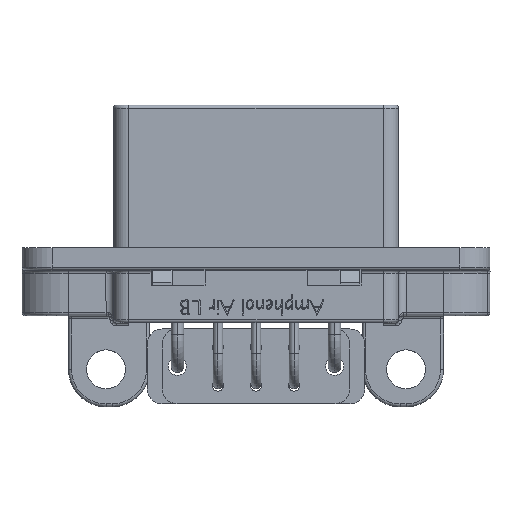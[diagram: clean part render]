
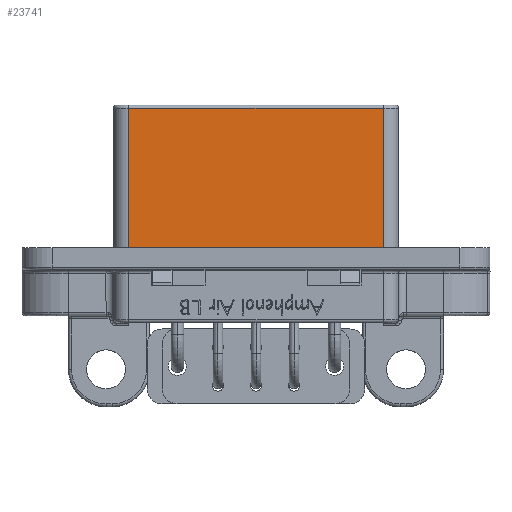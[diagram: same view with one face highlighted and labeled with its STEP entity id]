
A CAD part, top view. The second image highlights one B-rep face of the part: STEP entity #23741.
In plain terms, the highlighted planar face has unit normal (0, 0, 1).
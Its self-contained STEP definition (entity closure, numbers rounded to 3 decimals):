
#7273=DIRECTION('',(0.,-1.,0.));
#7274=VECTOR('',#7273,9.9);
#7275=CARTESIAN_POINT('',(-8.5,7.74,5.));
#7276=LINE('',#7275,#7274);
#7322=DIRECTION('',(0.,1.,0.));
#7323=VECTOR('',#7322,9.9);
#7324=CARTESIAN_POINT('',(8.5,-2.16,5.));
#7325=LINE('',#7324,#7323);
#7335=DIRECTION('',(1.,0.,0.));
#7336=VECTOR('',#7335,17.);
#7337=CARTESIAN_POINT('',(-8.5,-2.16,5.));
#7338=LINE('',#7337,#7336);
#7339=DIRECTION('',(1.,0.,0.));
#7340=VECTOR('',#7339,17.);
#7341=CARTESIAN_POINT('',(-8.5,7.74,5.));
#7342=LINE('',#7341,#7340);
#13831=CARTESIAN_POINT('',(8.5,7.74,5.));
#13832=VERTEX_POINT('',#13831);
#13835=CARTESIAN_POINT('',(-8.5,7.74,5.));
#13836=VERTEX_POINT('',#13835);
#14350=CARTESIAN_POINT('',(-8.5,-2.16,5.));
#14351=VERTEX_POINT('',#14350);
#14354=CARTESIAN_POINT('',(8.5,-2.16,5.));
#14355=VERTEX_POINT('',#14354);
#23730=CARTESIAN_POINT('',(-9.5,0.,5.));
#23731=DIRECTION('',(0.,0.,1.));
#23732=DIRECTION('',(1.,0.,0.));
#23733=AXIS2_PLACEMENT_3D('',#23730,#23731,#23732);
#23734=PLANE('',#23733);
#23735=ORIENTED_EDGE('',*,*,#23602,.F.);
#23736=ORIENTED_EDGE('',*,*,#23630,.F.);
#23737=ORIENTED_EDGE('',*,*,#23657,.T.);
#23738=ORIENTED_EDGE('',*,*,#23723,.F.);
#23739=EDGE_LOOP('',(#23735,#23736,#23737,#23738));
#23740=FACE_OUTER_BOUND('',#23739,.F.);
#23741=ADVANCED_FACE('',(#23740),#23734,.T.);
#23602=EDGE_CURVE('',#14351,#14355,#7338,.T.);
#23630=EDGE_CURVE('',#13836,#14351,#7276,.T.);
#23657=EDGE_CURVE('',#13836,#13832,#7342,.T.);
#23723=EDGE_CURVE('',#14355,#13832,#7325,.T.);
